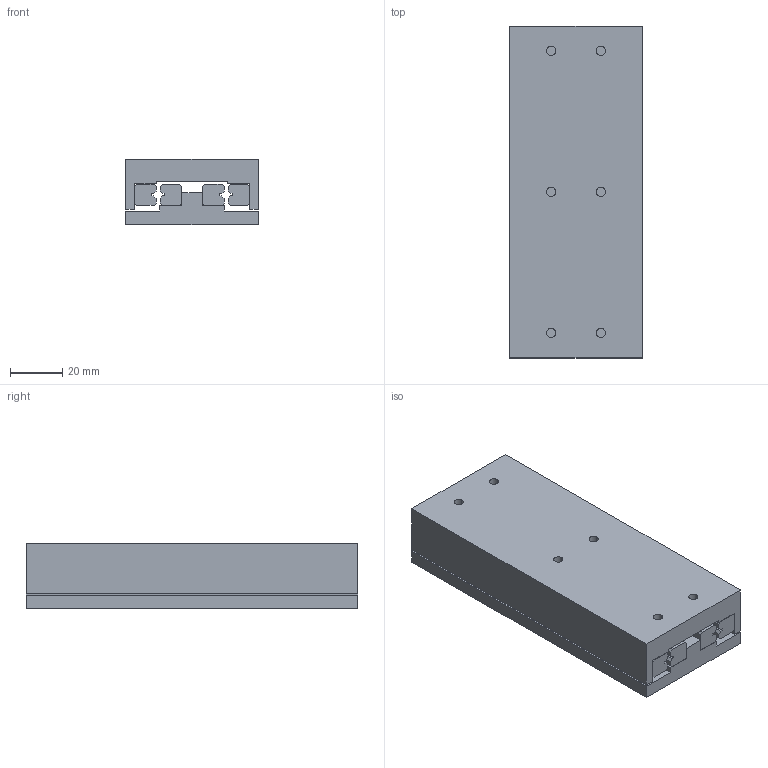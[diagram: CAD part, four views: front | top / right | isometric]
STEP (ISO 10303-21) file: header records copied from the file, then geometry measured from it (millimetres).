
FILE_DESCRIPTION((''),'2;1');
FILE_NAME('XAC2_5_4.stp','2004-02-26T22:03:47',('Owner'),(''),'Autodesk Inventor (tm) 5.3','Autodesk Inventor (tm) 5.3','');
FILE_SCHEMA(('CONFIG_CONTROL_DESIGN'));
Length unit declared in the file: inch
Products named in the file (5): XAC2_5_4; XAC2_5_4 XAC2-4-3; XAC2_5_4 BOTTOM-BASE; XAC2_5_4 RAIL; XAC2_5_4 TOP_BASE
Assembly tree (7 placements, depth 3):
  XAC2_5_4
    XAC2_5_4 XAC2-4-3
      XAC2_5_4 BOTTOM-BASE
      XAC2_5_4 RAIL  x4
      XAC2_5_4 TOP_BASE
Bounding box: 50.8 x 127 x 25.02 mm (x, y, z)
Volume: 141332.3 mm3; surface area: 56294.8 mm2
Topology: 6 solids, 6 shells, 124 faces, 324 edges, 216 vertices
Faces by surface type: plane 92, bspline 32
Entity records: 3488 total; most frequent: CARTESIAN_POINT 906, ORIENTED_EDGE 396, DIRECTION 366, EDGE_CURVE 198, VECTOR 142, LINE 142, VERTEX_POINT 132, AXIS2_PLACEMENT_3D 112
